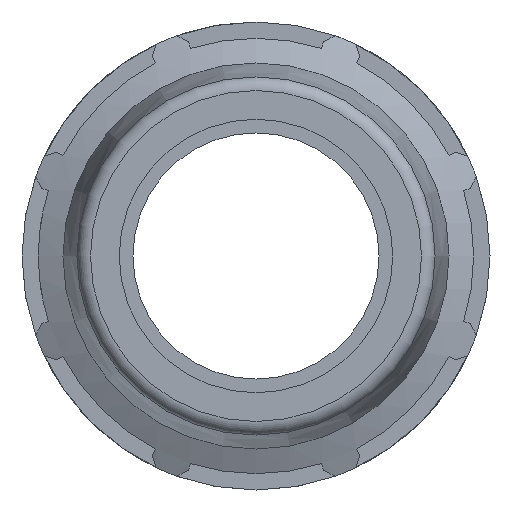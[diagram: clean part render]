
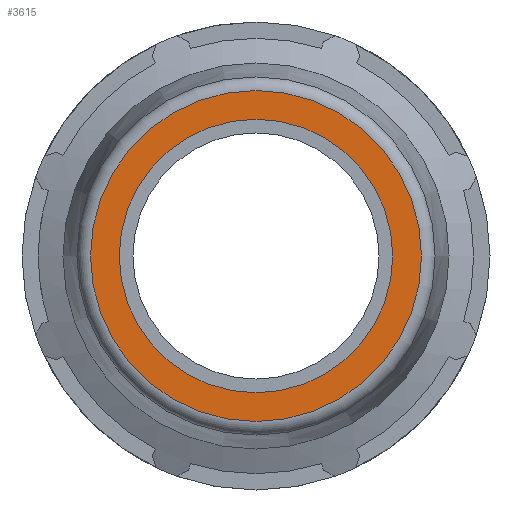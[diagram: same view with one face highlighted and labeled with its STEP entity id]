
A CAD part, left-side view. The second image highlights one B-rep face of the part: STEP entity #3615.
In plain terms, the highlighted planar face has unit normal (-1, 0, 0).
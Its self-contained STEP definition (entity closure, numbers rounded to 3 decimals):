
#859=PLANE('',#3925);
#964=FACE_BOUND('',#1351,.T.);
#1099=FACE_OUTER_BOUND('',#1350,.T.);
#1350=EDGE_LOOP('',(#2989));
#1351=EDGE_LOOP('',(#2990));
#1596=CIRCLE('',#3923,54.448);
#1597=CIRCLE('',#3926,45.);
#1874=VERTEX_POINT('',#5942);
#1875=VERTEX_POINT('',#5946);
#2295=EDGE_CURVE('',#1874,#1874,#1596,.T.);
#2296=EDGE_CURVE('',#1875,#1875,#1597,.T.);
#2989=ORIENTED_EDGE('',*,*,#2295,.T.);
#2990=ORIENTED_EDGE('',*,*,#2296,.T.);
#3615=ADVANCED_FACE('',(#1099,#964),#859,.F.);
#3923=AXIS2_PLACEMENT_3D('',#5943,#4632,#4633);
#3925=AXIS2_PLACEMENT_3D('',#5945,#4636,#4637);
#3926=AXIS2_PLACEMENT_3D('',#5947,#4638,#4639);
#4632=DIRECTION('center_axis',(-1.,0.,0.));
#4633=DIRECTION('ref_axis',(0.,-1.,0.));
#4636=DIRECTION('center_axis',(1.,0.,0.));
#4637=DIRECTION('ref_axis',(0.,0.,-1.));
#4638=DIRECTION('center_axis',(1.,0.,0.));
#4639=DIRECTION('ref_axis',(0.,0.,-1.));
#5942=CARTESIAN_POINT('',(-167.5,54.448,0.));
#5943=CARTESIAN_POINT('Origin',(-167.5,0.,0.));
#5945=CARTESIAN_POINT('Origin',(-167.5,45.,0.));
#5946=CARTESIAN_POINT('',(-167.5,45.,0.));
#5947=CARTESIAN_POINT('Origin',(-167.5,0.,0.));
